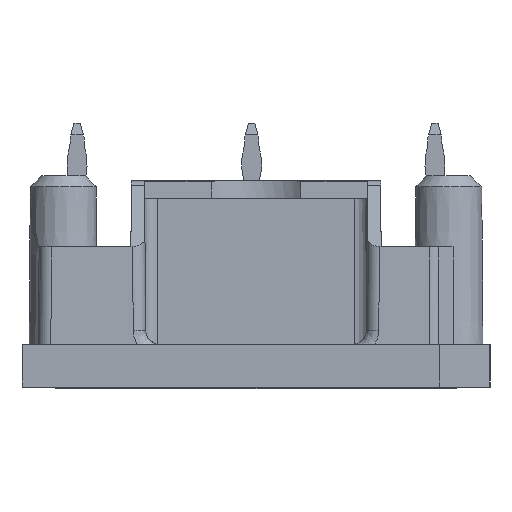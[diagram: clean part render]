
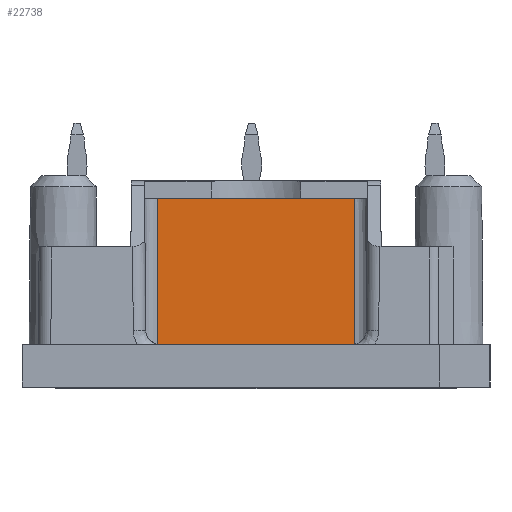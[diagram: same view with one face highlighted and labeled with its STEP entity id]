
A CAD part, left-side view. The second image highlights one B-rep face of the part: STEP entity #22738.
In plain terms, the highlighted planar face has unit normal (-1, 0, -0.009).
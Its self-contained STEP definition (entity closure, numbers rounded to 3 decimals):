
#1807=ORIENTED_EDGE('',*,*,#6343,.F.);
#1808=ORIENTED_EDGE('',*,*,#6364,.T.);
#1809=ORIENTED_EDGE('',*,*,#5962,.F.);
#1810=ORIENTED_EDGE('',*,*,#6365,.F.);
#5962=EDGE_CURVE('',#8411,#8412,#10050,.T.);
#6343=EDGE_CURVE('',#8700,#8701,#10276,.T.);
#6364=EDGE_CURVE('',#8700,#8412,#10288,.T.);
#6365=EDGE_CURVE('',#8701,#8411,#10289,.T.);
#8411=VERTEX_POINT('',#30055);
#8412=VERTEX_POINT('',#30057);
#8700=VERTEX_POINT('',#30918);
#8701=VERTEX_POINT('',#30920);
#10050=LINE('',#30056,#11894);
#10276=LINE('',#30919,#12120);
#10288=LINE('',#31100,#12132);
#10289=LINE('',#31102,#12133);
#11894=VECTOR('',#25148,1000.);
#12120=VECTOR('',#25846,1000.);
#12132=VECTOR('',#25906,1000.);
#12133=VECTOR('',#25909,1000.);
#13856=EDGE_LOOP('',(#1807,#1808,#1809,#1810));
#14860=FACE_BOUND('',#13856,.T.);
#15745=PLANE('',#23796);
#22738=ADVANCED_FACE('',(#14860),#15745,.T.);
#23796=AXIS2_PLACEMENT_3D('',#31101,#25907,#25908);
#25148=DIRECTION('',(0.,-1.,0.));
#25846=DIRECTION('',(0.,1.,0.));
#25906=DIRECTION('',(-0.009,0.,1.));
#25907=DIRECTION('',(-1.,0.,-0.009));
#25908=DIRECTION('',(-0.009,0.,1.));
#25909=DIRECTION('',(-0.009,0.,1.));
#30055=CARTESIAN_POINT('',(-32.636,8.152,20.1));
#30056=CARTESIAN_POINT('',(-32.636,0.25,20.1));
#30057=CARTESIAN_POINT('',(-32.636,-7.652,20.1));
#30918=CARTESIAN_POINT('',(-32.515,-7.652,6.3));
#30919=CARTESIAN_POINT('',(-32.515,-17.95,6.3));
#30920=CARTESIAN_POINT('',(-32.515,8.152,6.3));
#31100=CARTESIAN_POINT('',(-32.648,-7.652,21.5));
#31101=CARTESIAN_POINT('',(-32.648,0.25,21.5));
#31102=CARTESIAN_POINT('',(-32.648,8.152,21.5));
